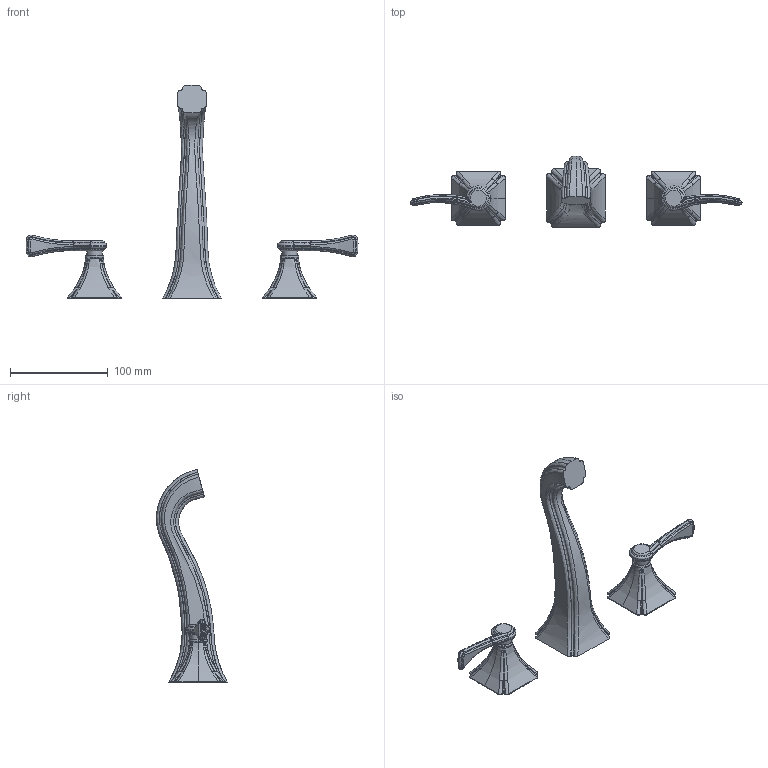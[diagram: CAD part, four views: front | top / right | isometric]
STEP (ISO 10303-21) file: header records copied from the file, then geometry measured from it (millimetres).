
FILE_DESCRIPTION((''),'2;1');
FILE_NAME('3-2531_SW0003','2020-11-25T16:10:12',('rsmith'),(''),'CREO PARAMETRIC BY PTC INC, 2018400','CREO PARAMETRIC BY PTC INC, 2018400','');
FILE_SCHEMA(('AUTOMOTIVE_DESIGN { 1 0 10303 214 1 1 1 1 }'));
Products named in the file (1): 3-2531_SW0003
Bounding box: 340.24 x 72.81 x 218.4 mm (x, y, z)
Volume: 300533.6 mm3; surface area: 54314.5 mm2
Topology: 3 solids, 3 shells, 397 faces, 911 edges, 528 vertices
Faces by surface type: bspline 306, torus 46, cylinder 22, plane 18, sphere 5
Entity records: 37356 total; most frequent: CARTESIAN_POINT 23186, ORIENTED_EDGE 1818, PRESENTATION_STYLE_ASSIGNMENT 1278, DIRECTION 920, STYLED_ITEM 918, CURVE_STYLE 909, EDGE_CURVE 909, FILL_AREA_STYLE_COLOUR 711
